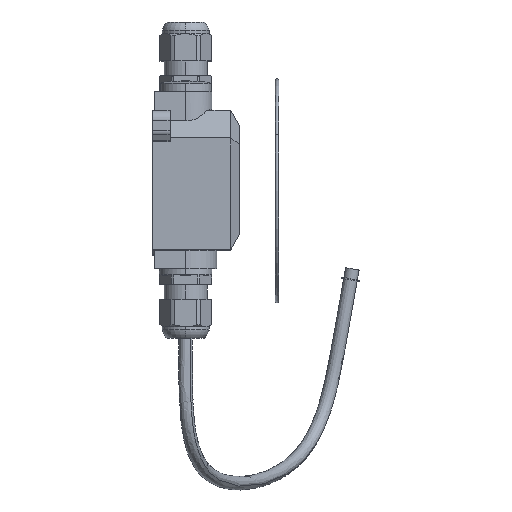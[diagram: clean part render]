
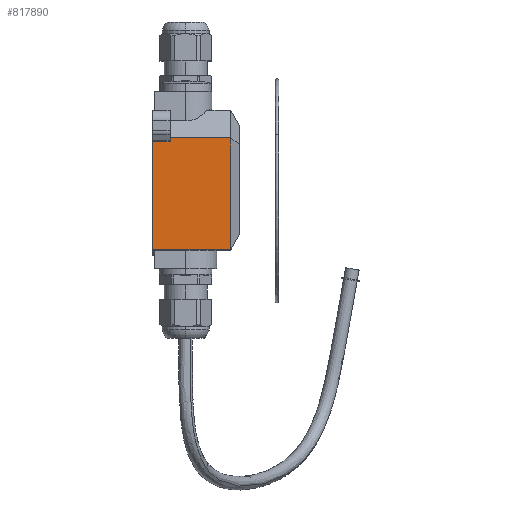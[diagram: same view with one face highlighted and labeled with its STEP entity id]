
A CAD part, top view. The second image highlights one B-rep face of the part: STEP entity #817890.
In plain terms, the highlighted face is planar.
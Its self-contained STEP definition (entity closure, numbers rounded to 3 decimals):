
#810280=CARTESIAN_POINT('',(0.,55.552,-33.7
));
#810290=VERTEX_POINT('',#810280);
#810320=CARTESIAN_POINT('',(0.,0.,-33.7));
#810330=DIRECTION('',(0.,-1.,0.));
#810340=VECTOR('',#810330,1.);
#810350=LINE('',#810320,#810340);
#810360=CARTESIAN_POINT('',(0.,0.,-33.7));
#810370=VERTEX_POINT('',#810360);
#810380=EDGE_CURVE('',#810290,#810370,#810350,.T.);
#812340=CARTESIAN_POINT('',(0.,0.,6.4));
#812350=VERTEX_POINT('',#812340);
#812400=CARTESIAN_POINT('',(0.,0.,6.4));
#812410=DIRECTION('',(0.,1.,0.));
#812420=VECTOR('',#812410,1.);
#812430=LINE('',#812400,#812420);
#812440=CARTESIAN_POINT('',(0.,57.417,6.4));
#812450=VERTEX_POINT('',#812440);
#812460=EDGE_CURVE('',#812350,#812450,#812430,.T.);
#813330=CARTESIAN_POINT('',(0.,57.417,0.));
#813340=DIRECTION('',(0.,0.,-1.));
#813350=VECTOR('',#813340,1.);
#813360=LINE('',#813330,#813350);
#813370=CARTESIAN_POINT('',(0.,57.417,-24.7));
#813380=VERTEX_POINT('',#813370);
#813390=EDGE_CURVE('',#812450,#813380,#813360,.T.);
#816040=CARTESIAN_POINT('',(0.,0.,0.));
#816050=DIRECTION('',(0.,0.,1.));
#816060=VECTOR('',#816050,1.);
#816070=LINE('',#816040,#816060);
#816080=EDGE_CURVE('',#810370,#812350,#816070,.T.);
#817640=CARTESIAN_POINT('',(0.,0.,10.9));
#817650=DIRECTION('',(1.,-0.,0.));
#817660=DIRECTION('',(0.,0.,-1.));
#817670=AXIS2_PLACEMENT_3D('',#817640,#817650,#817660);
#817680=PLANE('',#817670);
#817690=ORIENTED_EDGE('',*,*,#813390,.T.);
#817700=ORIENTED_EDGE('',*,*,#812460,.T.);
#817710=ORIENTED_EDGE('',*,*,#816080,.T.);
#817720=ORIENTED_EDGE('',*,*,#810380,.T.);
#817730=CARTESIAN_POINT('',(0.,55.552,-33.7
));
#817740=DIRECTION('',(0.,0.,1.));
#817750=VECTOR('',#817740,1.);
#817760=LINE('',#817730,#817750);
#817770=CARTESIAN_POINT('',(0.,55.552,-24.7));
#817780=VERTEX_POINT('',#817770);
#817790=EDGE_CURVE('',#810290,#817780,#817760,.T.);
#817800=ORIENTED_EDGE('',*,*,#817790,.F.);
#817810=CARTESIAN_POINT('',(0.,0.,-24.7));
#817820=DIRECTION('',(0.,-1.,0.));
#817830=VECTOR('',#817820,1.);
#817840=LINE('',#817810,#817830);
#817850=EDGE_CURVE('',#813380,#817780,#817840,.T.);
#817860=ORIENTED_EDGE('',*,*,#817850,.T.);
#817870=EDGE_LOOP('',(#817860,#817800,#817720,#817710,#817700,#817690));
#817880=FACE_OUTER_BOUND('',#817870,.T.);
#817890=ADVANCED_FACE('',(#817880),#817680,.F.);
